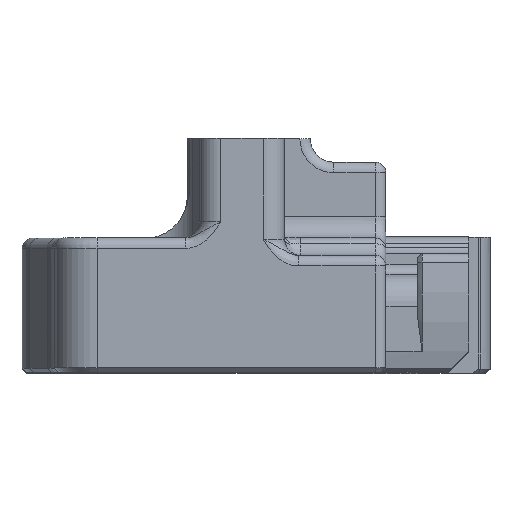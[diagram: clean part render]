
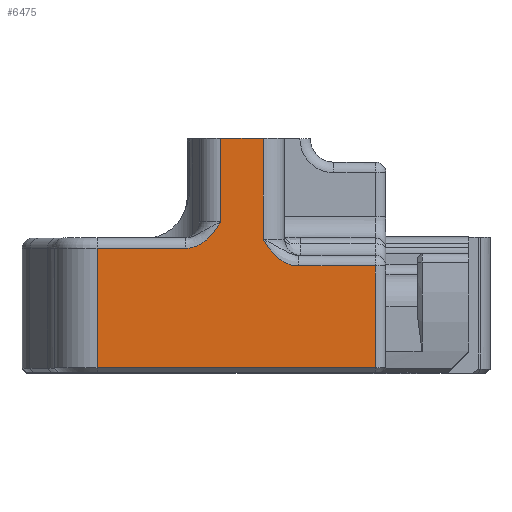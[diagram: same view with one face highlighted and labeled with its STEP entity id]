
A CAD part, top view. The second image highlights one B-rep face of the part: STEP entity #6475.
In plain terms, the highlighted planar face has unit normal (0, 0, 1).
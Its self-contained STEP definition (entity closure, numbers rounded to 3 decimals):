
#619=DIRECTION('',(1.,0.,0.));
#620=VECTOR('',#619,8.296);
#621=CARTESIAN_POINT('',(-80.429,118.192,40.967));
#622=LINE('',#621,#620);
#637=DIRECTION('',(1.,0.,0.));
#638=VECTOR('',#637,26.2);
#639=CARTESIAN_POINT('',(-80.429,106.942,40.967));
#640=LINE('',#639,#638);
#641=CARTESIAN_POINT('',(-68.779,120.692,40.967));
#642=CARTESIAN_POINT('',(-68.936,120.444,40.967));
#643=CARTESIAN_POINT('',(-69.252,119.945,40.967));
#644=CARTESIAN_POINT('',(-69.708,119.368,40.967));
#645=CARTESIAN_POINT('',(-70.128,118.968,40.967));
#646=CARTESIAN_POINT('',(-70.596,118.613,40.967));
#647=CARTESIAN_POINT('',(-71.254,118.288,40.967));
#648=CARTESIAN_POINT('',(-71.842,118.192,40.967));
#649=CARTESIAN_POINT('',(-72.133,118.192,40.967));
#651=DIRECTION('',(-1.,0.,0.));
#652=VECTOR('',#651,4.);
#653=CARTESIAN_POINT('',(-64.779,128.542,40.967));
#654=LINE('',#653,#652);
#655=CARTESIAN_POINT('',(-61.425,116.542,40.967));
#656=CARTESIAN_POINT('',(-61.716,116.542,40.967));
#657=CARTESIAN_POINT('',(-62.304,116.638,40.967));
#658=CARTESIAN_POINT('',(-62.962,116.963,40.967));
#659=CARTESIAN_POINT('',(-63.43,117.318,40.967));
#660=CARTESIAN_POINT('',(-63.745,117.618,40.967));
#661=CARTESIAN_POINT('',(-64.032,117.948,40.967));
#662=CARTESIAN_POINT('',(-64.296,118.301,40.967));
#663=CARTESIAN_POINT('',(-64.502,118.607,40.967));
#664=CARTESIAN_POINT('',(-64.641,118.825,40.967));
#665=CARTESIAN_POINT('',(-64.71,118.933,40.967));
#666=CARTESIAN_POINT('',(-64.75,118.996,40.967));
#667=CARTESIAN_POINT('',(-64.769,119.026,40.967));
#668=CARTESIAN_POINT('',(-64.779,119.042,40.967));
#2896=DIRECTION('',(0.,-1.,0.));
#2897=VECTOR('',#2896,9.6);
#2898=CARTESIAN_POINT('',(-54.229,116.542,40.967));
#2899=LINE('',#2898,#2897);
#3424=DIRECTION('',(0.,1.,0.));
#3425=VECTOR('',#3424,11.25);
#3426=CARTESIAN_POINT('',(-80.429,106.942,40.967));
#3427=LINE('',#3426,#3425);
#3906=DIRECTION('',(1.,0.,0.));
#3907=VECTOR('',#3906,7.196);
#3908=CARTESIAN_POINT('',(-61.425,116.542,40.967));
#3909=LINE('',#3908,#3907);
#3954=DIRECTION('',(0.,-1.,0.));
#3955=VECTOR('',#3954,9.5);
#3956=CARTESIAN_POINT('',(-64.779,128.542,40.967));
#3957=LINE('',#3956,#3955);
#4438=DIRECTION('',(0.,1.,0.));
#4439=VECTOR('',#4438,7.85);
#4440=CARTESIAN_POINT('',(-68.779,120.692,40.967));
#4441=LINE('',#4440,#4439);
#4532=CARTESIAN_POINT('',(-54.229,106.942,40.967));
#4534=VERTEX_POINT('',#4532);
#4539=CARTESIAN_POINT('',(-80.429,106.942,40.967));
#4541=VERTEX_POINT('',#4539);
#4552=CARTESIAN_POINT('',(-80.429,118.192,40.967));
#4553=VERTEX_POINT('',#4552);
#4558=CARTESIAN_POINT('',(-54.229,116.542,40.967));
#4559=VERTEX_POINT('',#4558);
#4560=CARTESIAN_POINT('',(-61.425,116.542,40.967));
#4561=VERTEX_POINT('',#4560);
#4562=VERTEX_POINT('',#668);
#4563=CARTESIAN_POINT('',(-64.779,128.542,40.967));
#4564=VERTEX_POINT('',#4563);
#4565=CARTESIAN_POINT('',(-68.779,128.542,40.967));
#4566=VERTEX_POINT('',#4565);
#4567=CARTESIAN_POINT('',(-68.779,120.692,40.967));
#4568=VERTEX_POINT('',#4567);
#4569=VERTEX_POINT('',#649);
#6451=CARTESIAN_POINT('',(-53.729,108.542,40.967));
#6452=DIRECTION('',(0.,0.,-1.));
#6453=DIRECTION('',(-1.,0.,0.));
#6454=AXIS2_PLACEMENT_3D('',#6451,#6452,#6453);
#6455=PLANE('',#6454);
#6457=ORIENTED_EDGE('',*,*,#6456,.F.);
#6459=ORIENTED_EDGE('',*,*,#6458,.T.);
#6460=ORIENTED_EDGE('',*,*,#6384,.T.);
#6461=ORIENTED_EDGE('',*,*,#6442,.F.);
#6463=ORIENTED_EDGE('',*,*,#6462,.T.);
#6464=ORIENTED_EDGE('',*,*,#6109,.F.);
#6466=ORIENTED_EDGE('',*,*,#6465,.T.);
#6468=ORIENTED_EDGE('',*,*,#6467,.F.);
#6470=ORIENTED_EDGE('',*,*,#6469,.T.);
#6472=ORIENTED_EDGE('',*,*,#6471,.T.);
#6473=EDGE_LOOP('',(#6457,#6459,#6460,#6461,#6463,#6464,#6466,#6468,#6470,
#6472));
#6474=FACE_OUTER_BOUND('',#6473,.F.);
#6475=ADVANCED_FACE('',(#6474),#6455,.F.);
#650=B_SPLINE_CURVE_WITH_KNOTS('',3,(#641,#642,#643,#644,#645,#646,#647,#648,
#649),.UNSPECIFIED.,.F.,.F.,(4,1,1,1,1,1,4),(0.,0.201,
0.401,0.501,0.601,0.8,1.),
.UNSPECIFIED.);
#669=B_SPLINE_CURVE_WITH_KNOTS('',3,(#655,#656,#657,#658,#659,#660,#661,#662,
#663,#664,#665,#666,#667,#668),.UNSPECIFIED.,.F.,.F.,(4,1,1,1,1,1,1,1,1,1,1,4),(
0.,0.2,0.399,0.499,0.599,
0.699,0.799,0.899,0.95,
0.975,0.987,1.),.UNSPECIFIED.);
#6109=EDGE_CURVE('',#4564,#4566,#654,.T.);
#6384=EDGE_CURVE('',#4553,#4569,#622,.T.);
#6442=EDGE_CURVE('',#4568,#4569,#650,.T.);
#6456=EDGE_CURVE('',#4541,#4534,#640,.T.);
#6458=EDGE_CURVE('',#4541,#4553,#3427,.T.);
#6462=EDGE_CURVE('',#4568,#4566,#4441,.T.);
#6465=EDGE_CURVE('',#4564,#4562,#3957,.T.);
#6467=EDGE_CURVE('',#4561,#4562,#669,.T.);
#6469=EDGE_CURVE('',#4561,#4559,#3909,.T.);
#6471=EDGE_CURVE('',#4559,#4534,#2899,.T.);
